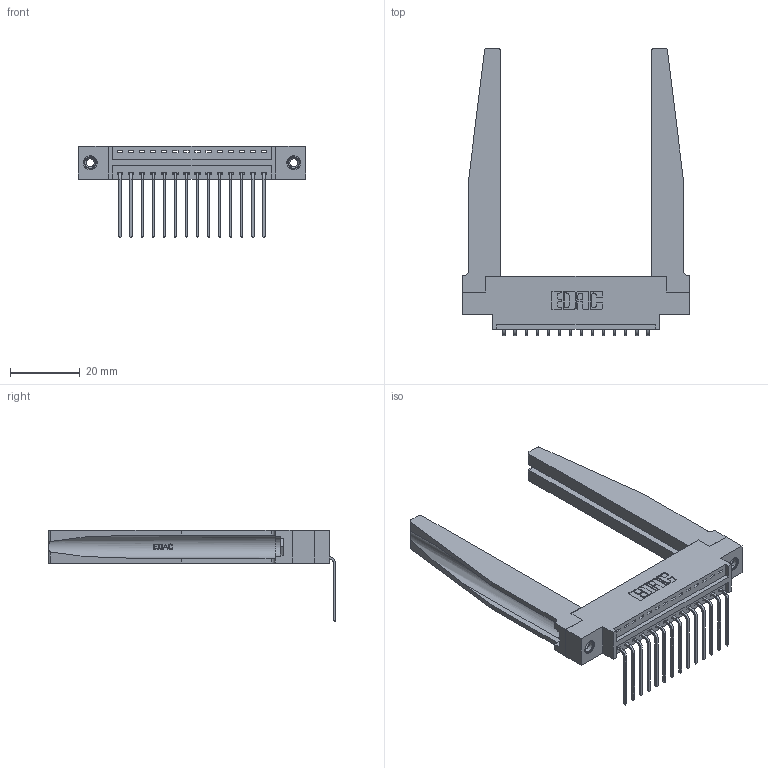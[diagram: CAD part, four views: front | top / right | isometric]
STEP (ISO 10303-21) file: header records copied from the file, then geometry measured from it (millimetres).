
FILE_DESCRIPTION (( 'STEP AP203' ), '1' );
FILE_NAME ('396-014-559-678.STEP', '2019-10-31T20:31:27', ( '' ), ( '' ), 'SwSTEP 2.0', 'SolidWorks 2016', '' );
FILE_SCHEMA (( 'CONFIG_CONTROL_DESIGN' ));
Length unit declared in the file: inch
Products named in the file (5): 346-220-078_345-220-078; 345-250-001_345-250-001-102; 396-014-559-678; 346 Part_0.170 Offset - 0.156 Dia-TH; 345-292-001_558 559 Tail - 1
Assembly tree (19 placements, depth 2):
  396-014-559-678
    346 Part_0.170 Offset - 0.156 Dia-TH
    345-292-001_558 559 Tail - 1  x14
    346-220-078_345-220-078  x2
    345-250-001_345-250-001-102  x2
Bounding box: 65.02 x 82.36 x 26.16 mm (x, y, z)
Volume: 12832.2 mm3; surface area: 14080 mm2
Topology: 19 solids, 19 shells, 1200 faces, 3497 edges, 2302 vertices
Faces by surface type: plane 810, cylinder 338, bspline 36, cone 12, torus 4
Entity records: 17422 total; most frequent: CARTESIAN_POINT 3909, ORIENTED_EDGE 2746, DIRECTION 2467, EDGE_CURVE 1373, LINE 1091, VECTOR 1091, VERTEX_POINT 908, AXIS2_PLACEMENT_3D 688
